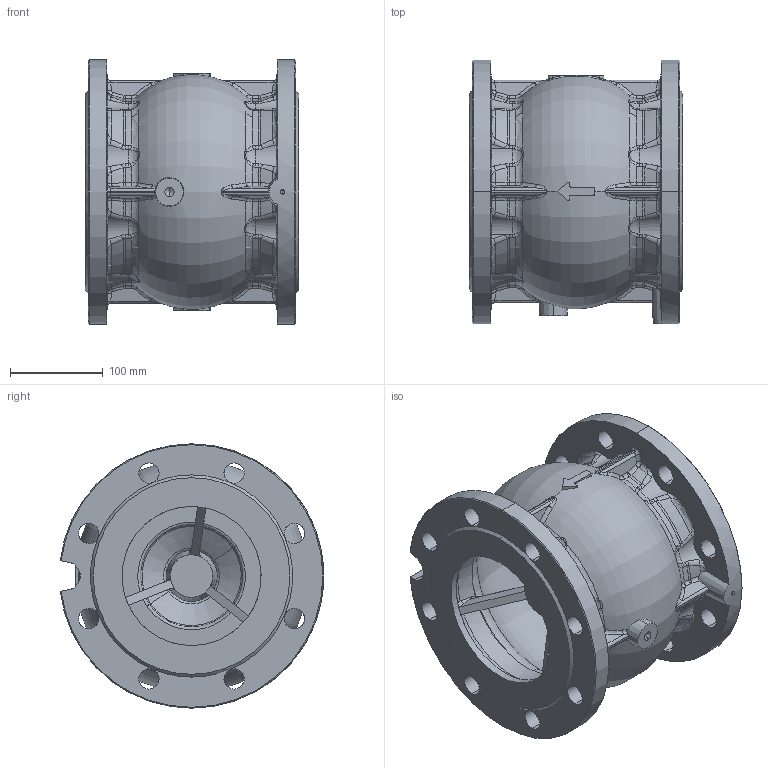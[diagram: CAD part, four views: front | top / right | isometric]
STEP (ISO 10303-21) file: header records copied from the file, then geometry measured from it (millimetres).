
FILE_DESCRIPTION (( 'STEP AP203' ), '1' );
FILE_NAME ('F5.DN150.STEP', '2012-10-26T15:00:27', ( 'luca.saino' ), ( 'Hewlett-Packard Company' ), 'SwSTEP 2.0', 'SolidWorks 2012', '' );
FILE_SCHEMA (( 'CONFIG_CONTROL_DESIGN' ));
Products named in the file (1): F5.DN150
Bounding box: 230 x 284.05 x 285 mm (x, y, z)
Volume: 3728815.1 mm3; surface area: 613480.5 mm2
Topology: 1 solids, 1 shells, 941 faces, 2385 edges, 1434 vertices
Faces by surface type: bspline 375, cylinder 211, torus 140, plane 111, cone 104
Entity records: 55555 total; most frequent: CARTESIAN_POINT 35905, ORIENTED_EDGE 4762, DIRECTION 3339, EDGE_CURVE 2381, AXIS2_PLACEMENT_3D 1460, VERTEX_POINT 1434, B_SPLINE_CURVE_WITH_KNOTS 987, EDGE_LOOP 975
